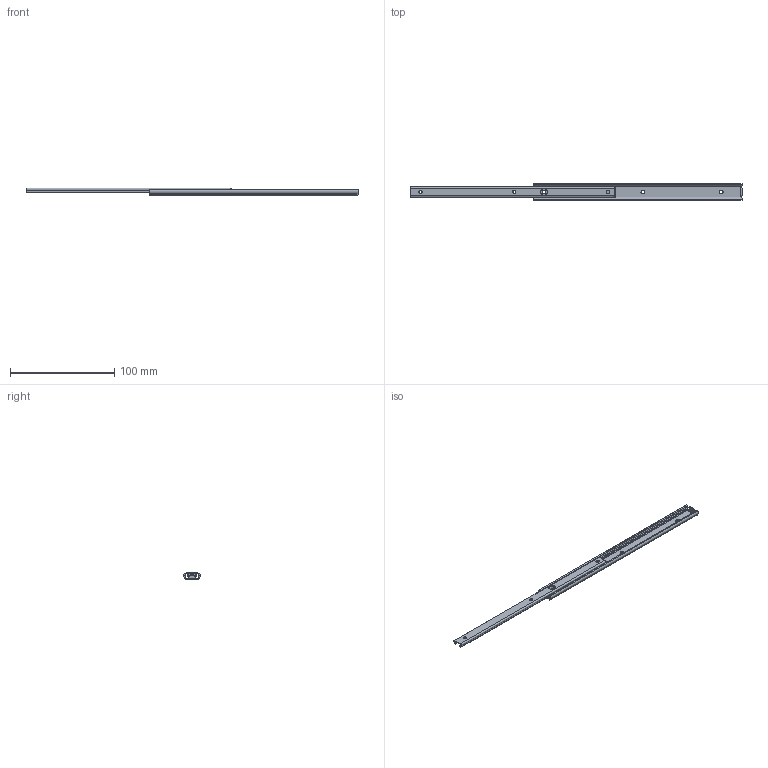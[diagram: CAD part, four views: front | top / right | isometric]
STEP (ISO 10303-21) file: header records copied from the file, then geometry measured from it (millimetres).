
FILE_DESCRIPTION (( 'STEP AP203' ), '1' );
FILE_NAME ('U1621-200.STEP', '2020-06-05T04:36:00', ( '' ), ( '' ), 'SwSTEP 2.0', 'SolidWorks 2019', '' );
FILE_SCHEMA (( 'CONFIG_CONTROL_DESIGN' ));
Length unit declared in the file: millimetre
Products named in the file (3): U1621-200 IM; U1621-200 OM; U1621-200
Assembly tree (2 placements, depth 2):
  U1621-200
    U1621-200 OM
    U1621-200 IM
Bounding box: 318.5 x 16 x 7.5 mm (x, y, z)
Volume: 8943.4 mm3; surface area: 17083.6 mm2
Topology: 2 solids, 2 shells, 208 faces, 588 edges, 387 vertices
Faces by surface type: cylinder 111, plane 76, torus 12, bspline 9
Entity records: 10039 total; most frequent: CARTESIAN_POINT 4604, ORIENTED_EDGE 1176, DIRECTION 993, EDGE_CURVE 588, VERTEX_POINT 387, AXIS2_PLACEMENT_3D 364, VECTOR 265, LINE 265
